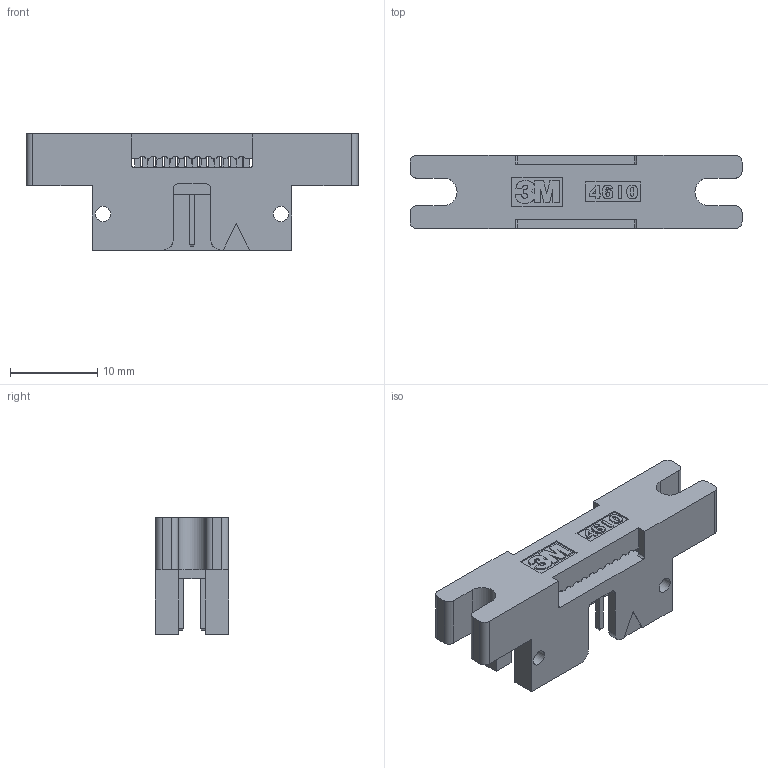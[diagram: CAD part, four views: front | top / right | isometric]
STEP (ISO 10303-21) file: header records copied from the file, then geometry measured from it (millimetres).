
FILE_DESCRIPTION(/* description */ (''),/* implementation_level */ '2;1');
FILE_NAME(/* name */ '4610-6050',/* time_stamp */ '2007-08-01T09:45:20-05:00',/* author */ (''),/* organization */ (''),/* preprocessor_version */ 'ST-DEVELOPER v9',/* originating_system */ 'UGS - NX 3.0',/* authorisation */ '');
FILE_SCHEMA (('CONFIG_CONTROL_DESIGN'));
Length unit declared in the file: inch
Products named in the file (1): a0p71DEB3huz
Bounding box: 38.1 x 8.38 x 13.34 mm (x, y, z)
Volume: 1985.5 mm3; surface area: 2425.9 mm2
Topology: 1 solids, 1 shells, 374 faces, 1101 edges, 718 vertices
Faces by surface type: plane 279, extrusion 53, cylinder 42
Full cylindrical faces by diameter (mm): 1.778 x4
Entity records: 12835 total; most frequent: CARTESIAN_POINT 2862, ORIENTED_EDGE 2194, DIRECTION 1793, EDGE_CURVE 1097, VECTOR 901, LINE 848, VERTEX_POINT 718, AXIS2_PLACEMENT_3D 446
